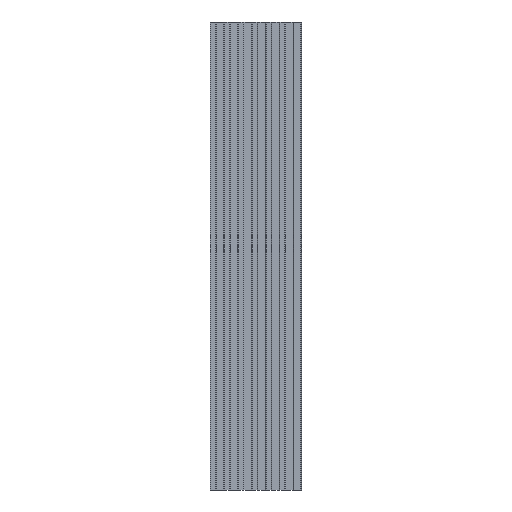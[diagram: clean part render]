
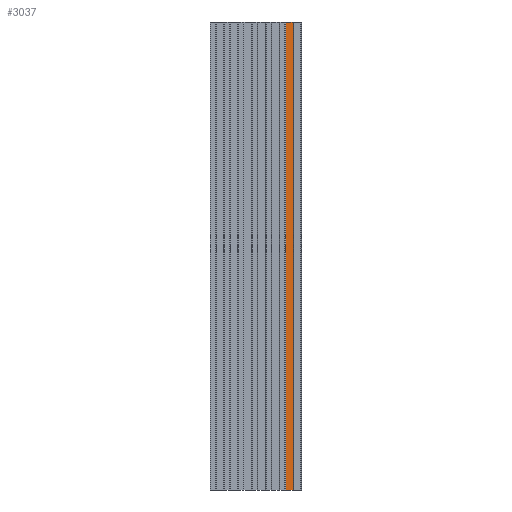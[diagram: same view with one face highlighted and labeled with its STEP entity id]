
A CAD part, front view. The second image highlights one B-rep face of the part: STEP entity #3037.
In plain terms, the highlighted planar face has unit normal (0, -1, 0).
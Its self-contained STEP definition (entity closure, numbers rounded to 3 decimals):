
#194=FACE_OUTER_BOUND('',#400,.T.);
#400=EDGE_LOOP('',(#1940,#1941,#1942,#1943));
#610=LINE('',#4556,#922);
#619=LINE('',#4578,#931);
#621=LINE('',#4584,#933);
#625=LINE('',#4597,#937);
#922=VECTOR('',#3632,10.);
#931=VECTOR('',#3657,10.);
#933=VECTOR('',#3665,10.);
#937=VECTOR('',#3681,10.);
#1224=VERTEX_POINT('',#4553);
#1225=VERTEX_POINT('',#4555);
#1230=VERTEX_POINT('',#4577);
#1231=VERTEX_POINT('',#4583);
#1451=EDGE_CURVE('',#1224,#1225,#610,.T.);
#1462=EDGE_CURVE('',#1230,#1225,#619,.T.);
#1465=EDGE_CURVE('',#1231,#1230,#621,.T.);
#1472=EDGE_CURVE('',#1231,#1224,#625,.T.);
#1940=ORIENTED_EDGE('',*,*,#1451,.F.);
#1941=ORIENTED_EDGE('',*,*,#1472,.F.);
#1942=ORIENTED_EDGE('',*,*,#1465,.T.);
#1943=ORIENTED_EDGE('',*,*,#1462,.T.);
#2667=PLANE('',#3281);
#3037=ADVANCED_FACE('',(#194),#2667,.F.);
#3281=AXIS2_PLACEMENT_3D('',#4606,#3688,#3689);
#3632=DIRECTION('',(0.,0.,-1.));
#3657=DIRECTION('',(1.,0.,0.));
#3665=DIRECTION('',(0.,0.,-1.));
#3681=DIRECTION('',(1.,0.,0.));
#3688=DIRECTION('center_axis',(0.,1.,0.));
#3689=DIRECTION('ref_axis',(0.,0.,
1.));
#4553=CARTESIAN_POINT('',(423.648,14.943,2400.));
#4555=CARTESIAN_POINT('',(423.648,14.943,0.));
#4556=CARTESIAN_POINT('',(423.648,14.943,1200.));
#4577=CARTESIAN_POINT('',(385.114,14.943,0.));
#4578=CARTESIAN_POINT('',(-139.836,14.943,0.));
#4583=CARTESIAN_POINT('',(385.114,14.943,2400.));
#4584=CARTESIAN_POINT('',(385.114,14.943,1200.));
#4597=CARTESIAN_POINT('',(-139.836,14.943,2400.));
#4606=CARTESIAN_POINT('Origin',(176.171,14.943,1200.));
